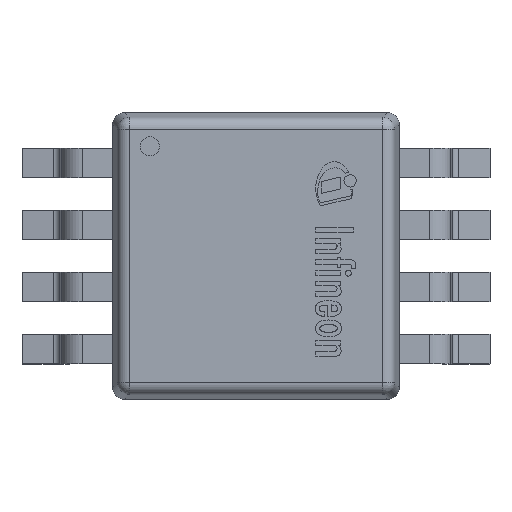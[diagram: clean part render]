
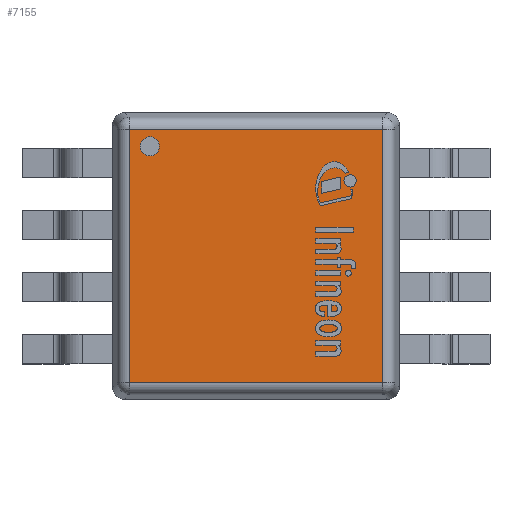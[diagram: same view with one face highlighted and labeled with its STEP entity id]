
A CAD part, top view. The second image highlights one B-rep face of the part: STEP entity #7155.
In plain terms, the highlighted planar face has unit normal (0, 0, 1).
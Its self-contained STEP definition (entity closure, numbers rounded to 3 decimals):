
#35=FACE_BOUND('',#1670,.T.);
#401=CIRCLE('',#7940,0.1);
#861=PLANE('',#7973);
#1255=FACE_OUTER_BOUND('',#1669,.T.);
#1669=EDGE_LOOP('',(#6681,#6682,#6683,#6684));
#1670=EDGE_LOOP('',(#6685));
#2284=LINE('',#12289,#2915);
#2288=LINE('',#12305,#2919);
#2290=LINE('',#12308,#2921);
#2297=LINE('',#12324,#2928);
#2915=VECTOR('',#10115,1.);
#2919=VECTOR('',#10133,1.);
#2921=VECTOR('',#10137,1.);
#2928=VECTOR('',#10154,1.);
#3614=VERTEX_POINT('',#12258);
#3616=VERTEX_POINT('',#12263);
#3620=VERTEX_POINT('',#12275);
#3623=VERTEX_POINT('',#12282);
#3630=VERTEX_POINT('',#12301);
#4619=EDGE_CURVE('',#3614,#3614,#401,.T.);
#4632=EDGE_CURVE('',#3623,#3616,#2284,.T.);
#4640=EDGE_CURVE('',#3620,#3630,#2288,.T.);
#4642=EDGE_CURVE('',#3630,#3623,#2290,.T.);
#4651=EDGE_CURVE('',#3616,#3620,#2297,.T.);
#6681=ORIENTED_EDGE('',*,*,#4640,.F.);
#6682=ORIENTED_EDGE('',*,*,#4651,.F.);
#6683=ORIENTED_EDGE('',*,*,#4632,.F.);
#6684=ORIENTED_EDGE('',*,*,#4642,.F.);
#6685=ORIENTED_EDGE('',*,*,#4619,.T.);
#7155=ADVANCED_FACE('',(#1255,#35),#861,.T.);
#7940=AXIS2_PLACEMENT_3D('',#12259,#10079,#10080);
#7973=AXIS2_PLACEMENT_3D('',#12332,#10165,#10166);
#10079=DIRECTION('center_axis',(0.,0.,-1.));
#10080=DIRECTION('ref_axis',(-1.,0.,0.));
#10115=DIRECTION('',(1.,0.,0.));
#10133=DIRECTION('',(-1.,0.,0.));
#10137=DIRECTION('',(0.,1.,0.));
#10154=DIRECTION('',(0.,-1.,0.));
#10165=DIRECTION('center_axis',(0.,0.,1.));
#10166=DIRECTION('ref_axis',(1.,0.,0.));
#12258=CARTESIAN_POINT('',(-1.011,1.147,1.04));
#12259=CARTESIAN_POINT('Origin',(-1.111,1.147,1.04));
#12263=CARTESIAN_POINT('',(1.327,1.327,1.04));
#12275=CARTESIAN_POINT('',(1.327,-1.327,1.04));
#12282=CARTESIAN_POINT('',(-1.327,1.327,1.04));
#12289=CARTESIAN_POINT('',(-0.75,1.327,1.04));
#12301=CARTESIAN_POINT('',(-1.327,-1.327,1.04));
#12305=CARTESIAN_POINT('',(0.75,-1.327,1.04));
#12308=CARTESIAN_POINT('',(-1.327,-0.75,1.04));
#12324=CARTESIAN_POINT('',(1.327,0.75,1.04));
#12332=CARTESIAN_POINT('Origin',(0.,0.,1.04));
